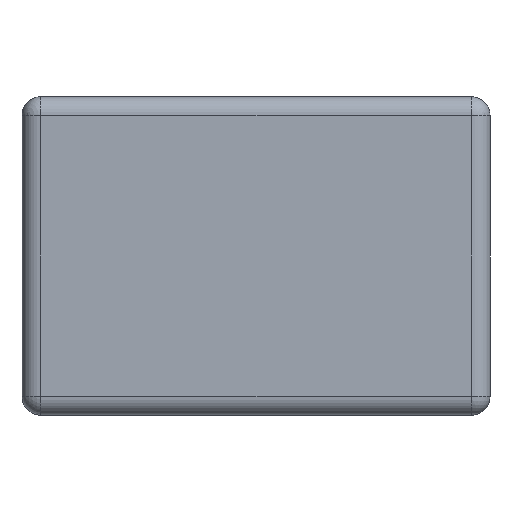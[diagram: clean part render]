
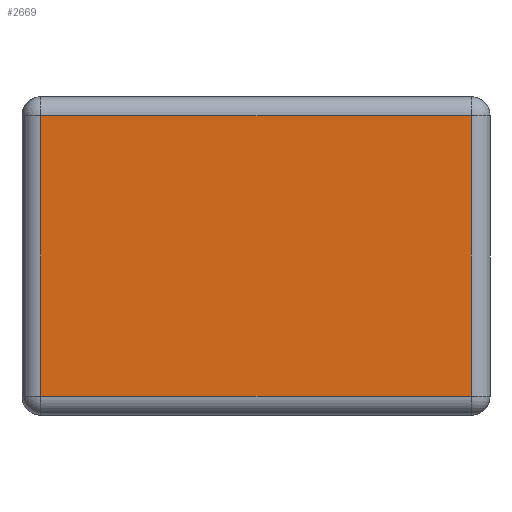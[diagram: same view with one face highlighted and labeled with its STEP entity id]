
A CAD part, left-side view. The second image highlights one B-rep face of the part: STEP entity #2669.
In plain terms, the highlighted planar face has unit normal (-1, 0, 0).
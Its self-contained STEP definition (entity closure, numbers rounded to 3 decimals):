
#1 = VECTOR ( 'NONE', #1721, 1000. ) ;
#40 = CARTESIAN_POINT ( 'NONE',  ( -1., 0.575, 0.05 ) ) ;
#124 = LINE ( 'NONE', #4577, #1 ) ;
#341 = EDGE_CURVE ( 'NONE', #1786, #1443, #1243, .T. ) ;
#1096 = CARTESIAN_POINT ( 'NONE',  ( -1., 0., 0.05 ) ) ;
#1118 = CARTESIAN_POINT ( 'NONE',  ( -1., -0.575, 0.05 ) ) ;
#1212 = CARTESIAN_POINT ( 'NONE',  ( -1., 0.575, 0.8 ) ) ;
#1243 = LINE ( 'NONE', #1566, #4363 ) ;
#1425 = AXIS2_PLACEMENT_3D ( 'NONE', #1118, #3984, #1519 ) ;
#1443 = VERTEX_POINT ( 'NONE', #4877 ) ;
#1519 = DIRECTION ( 'NONE',  ( 0., 0., 1. ) ) ;
#1566 = CARTESIAN_POINT ( 'NONE',  ( -1., 0., 0.8 ) ) ;
#1587 = CARTESIAN_POINT ( 'NONE',  ( -1., -0.575, 0.425 ) ) ;
#1692 = LINE ( 'NONE', #1587, #3735 ) ;
#1721 = DIRECTION ( 'NONE',  ( 0., 0., 1. ) ) ;
#1786 = VERTEX_POINT ( 'NONE', #1212 ) ;
#1837 = EDGE_CURVE ( 'NONE', #3639, #1786, #124, .T. ) ;
#1844 = EDGE_LOOP ( 'NONE', ( #5199, #2895, #4816, #2427 ) ) ;
#1974 = VECTOR ( 'NONE', #3552, 1000. ) ;
#2184 = EDGE_CURVE ( 'NONE', #1443, #3874, #1692, .T. ) ;
#2427 = ORIENTED_EDGE ( 'NONE', *, *, #2184, .F. ) ;
#2669 = ADVANCED_FACE ( 'NONE', ( #5059 ), #4780, .T. ) ;
#2816 = DIRECTION ( 'NONE',  ( 0., -1., 0. ) ) ;
#2895 = ORIENTED_EDGE ( 'NONE', *, *, #1837, .F. ) ;
#3552 = DIRECTION ( 'NONE',  ( 0., 1., 0. ) ) ;
#3639 = VERTEX_POINT ( 'NONE', #40 ) ;
#3735 = VECTOR ( 'NONE', #4068, 1000. ) ;
#3874 = VERTEX_POINT ( 'NONE', #4299 ) ;
#3929 = EDGE_CURVE ( 'NONE', #3874, #3639, #5108, .T. ) ;
#3984 = DIRECTION ( 'NONE',  ( -1., 0., 0. ) ) ;
#4068 = DIRECTION ( 'NONE',  ( 0., 0., -1. ) ) ;
#4299 = CARTESIAN_POINT ( 'NONE',  ( -1., -0.575, 0.05 ) ) ;
#4363 = VECTOR ( 'NONE', #2816, 1000. ) ;
#4577 = CARTESIAN_POINT ( 'NONE',  ( -1., 0.575, 0.425 ) ) ;
#4780 = PLANE ( 'NONE',  #1425 ) ;
#4816 = ORIENTED_EDGE ( 'NONE', *, *, #3929, .F. ) ;
#4877 = CARTESIAN_POINT ( 'NONE',  ( -1., -0.575, 0.8 ) ) ;
#5059 = FACE_OUTER_BOUND ( 'NONE', #1844, .T. ) ;
#5108 = LINE ( 'NONE', #1096, #1974 ) ;
#5199 = ORIENTED_EDGE ( 'NONE', *, *, #341, .F. ) ;
